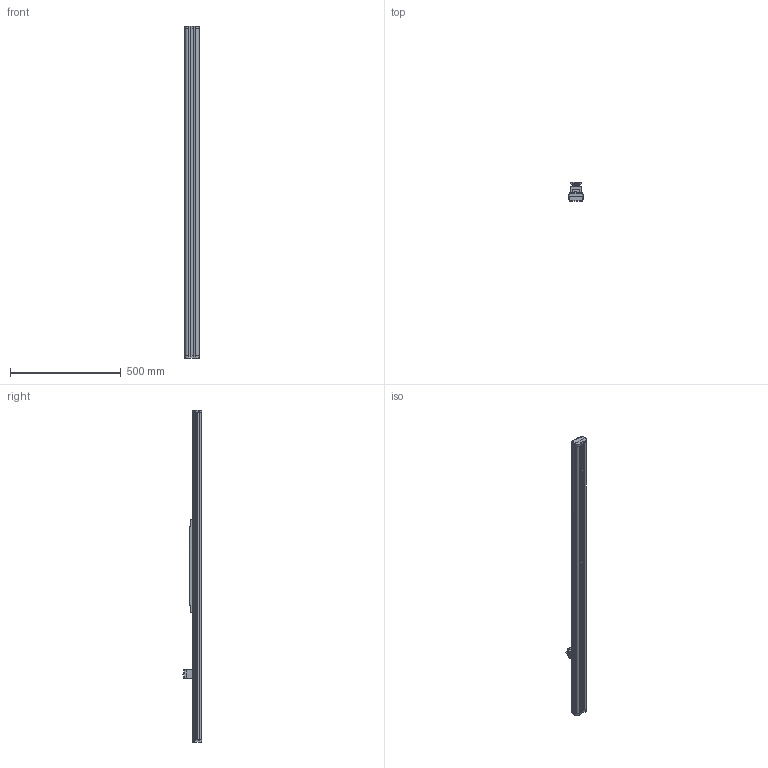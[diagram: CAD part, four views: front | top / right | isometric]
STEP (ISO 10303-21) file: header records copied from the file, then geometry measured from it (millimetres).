
FILE_DESCRIPTION(/* description */ (''),/* implementation_level */ '2;1');
FILE_NAME(/* name */ '10000128962n3p000_00.stp',/* time_stamp */ '2022-02-02T11:41:09+01:00',/* author */ (''),/* organization */ (''),/* preprocessor_version */ 'ST-DEVELOPER v15',/* originating_system */ 'SIEMENS PLM Software NX 9.0',/* authorisation */ '');
FILE_SCHEMA (('AUTOMOTIVE_DESIGN { 1 0 10303 214 3 1 1 1 }'));
Length unit declared in the file: millimetre
Products named in the file (1): 10000128962n3p000_00
Bounding box: 67 x 87.58 x 1499.3 mm (x, y, z)
Volume: 3206140.2 mm3; surface area: 490390.5 mm2
Topology: 1 solids, 1 shells, 371 faces, 1109 edges, 730 vertices
Faces by surface type: plane 271, cylinder 80, cone 20
Entity records: 12431 total; most frequent: CARTESIAN_POINT 2235, ORIENTED_EDGE 2210, DIRECTION 2053, EDGE_CURVE 1105, LINE 885, VECTOR 885, VERTEX_POINT 730, AXIS2_PLACEMENT_3D 584
